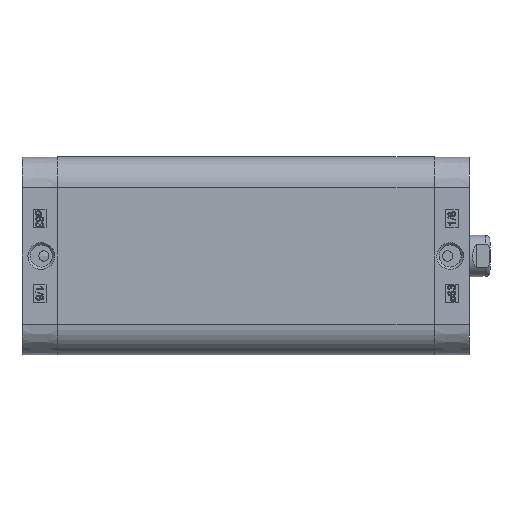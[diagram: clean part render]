
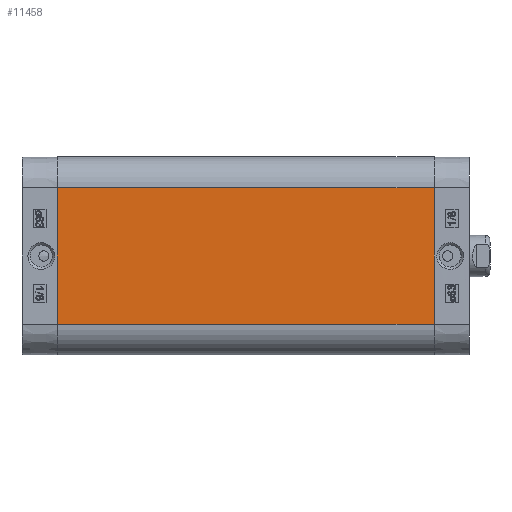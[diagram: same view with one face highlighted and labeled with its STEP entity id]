
A CAD part, left-side view. The second image highlights one B-rep face of the part: STEP entity #11458.
In plain terms, the highlighted planar face has unit normal (-1, 0, 0).
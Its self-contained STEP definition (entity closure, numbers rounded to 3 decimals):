
#5799=CARTESIAN_POINT('',(-38.5,-146.5,26.5));
#5800=VERTEX_POINT('',#5799);
#5807=CARTESIAN_POINT('',(-38.5,-146.5,-26.5));
#5808=VERTEX_POINT('',#5807);
#5809=CARTESIAN_POINT('',(-38.5,-146.5,-26.5));
#5810=DIRECTION('',(0.0,0.0,1.0));
#5811=VECTOR('',#5810,53.0);
#5812=LINE('',#5809,#5811);
#5813=EDGE_CURVE('',#5808,#5800,#5812,.T.);
#11416=CARTESIAN_POINT('',(-38.5,0.0,-26.5));
#11417=VERTEX_POINT('',#11416);
#11418=CARTESIAN_POINT('',(-38.5,0.0,-26.5));
#11419=DIRECTION('',(0.0,-1.0,0.0));
#11420=VECTOR('',#11419,146.5);
#11421=LINE('',#11418,#11420);
#11422=EDGE_CURVE('',#11417,#5808,#11421,.T.);
#11435=CARTESIAN_POINT('',(-38.5,0.0,-26.5));
#11436=DIRECTION('',(-1.0,0.0,0.0));
#11437=DIRECTION('',(0.0,0.0,1.0));
#11438=AXIS2_PLACEMENT_3D('',#11435,#11436,#11437);
#11439=PLANE('',#11438);
#11440=ORIENTED_EDGE('',*,*,#5813,.T.);
#11441=CARTESIAN_POINT('',(-38.5,0.0,26.5));
#11442=VERTEX_POINT('',#11441);
#11443=CARTESIAN_POINT('',(-38.5,0.0,26.5));
#11444=DIRECTION('',(0.0,-1.0,0.0));
#11445=VECTOR('',#11444,146.5);
#11446=LINE('',#11443,#11445);
#11447=EDGE_CURVE('',#11442,#5800,#11446,.T.);
#11448=ORIENTED_EDGE('',*,*,#11447,.F.);
#11449=CARTESIAN_POINT('',(-38.5,0.0,-26.5));
#11450=DIRECTION('',(0.0,0.0,1.0));
#11451=VECTOR('',#11450,53.0);
#11452=LINE('',#11449,#11451);
#11453=EDGE_CURVE('',#11417,#11442,#11452,.T.);
#11454=ORIENTED_EDGE('',*,*,#11453,.F.);
#11455=ORIENTED_EDGE('',*,*,#11422,.T.);
#11456=EDGE_LOOP('',(#11440,#11448,#11454,#11455));
#11457=FACE_OUTER_BOUND('',#11456,.T.);
#11458=ADVANCED_FACE('',(#11457),#11439,.T.);
